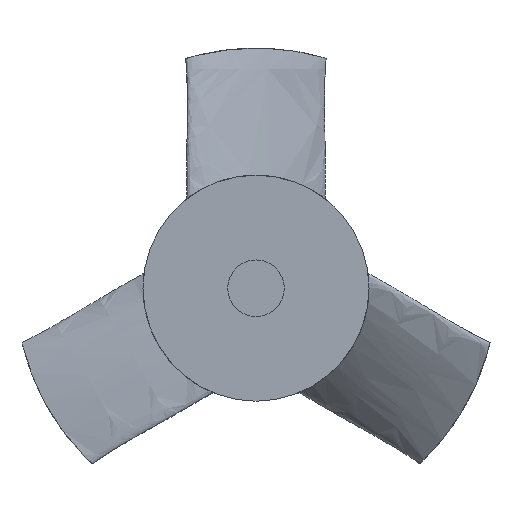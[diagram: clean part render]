
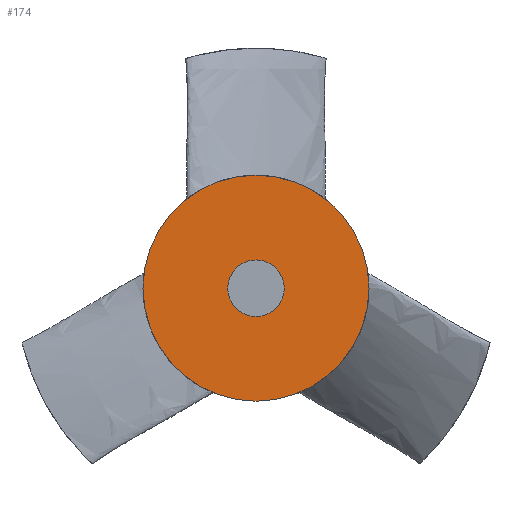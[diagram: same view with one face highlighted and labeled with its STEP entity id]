
A CAD part, left-side view. The second image highlights one B-rep face of the part: STEP entity #174.
In plain terms, the highlighted planar face has unit normal (-1, 0, 0).
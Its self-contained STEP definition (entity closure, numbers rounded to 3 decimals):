
#16=FACE_BOUND('',#59,.T.);
#27=CIRCLE('',#198,5.);
#28=CIRCLE('',#199,5.);
#29=CIRCLE('',#201,20.);
#30=CIRCLE('',#202,20.);
#35=PLANE('',#200);
#47=FACE_OUTER_BOUND('',#58,.T.);
#58=EDGE_LOOP('',(#140,#141));
#59=EDGE_LOOP('',(#142,#143));
#85=VERTEX_POINT('',#2041);
#86=VERTEX_POINT('',#2042);
#87=VERTEX_POINT('',#2047);
#88=VERTEX_POINT('',#2048);
#105=EDGE_CURVE('',#85,#86,#27,.T.);
#106=EDGE_CURVE('',#86,#85,#28,.T.);
#108=EDGE_CURVE('',#87,#88,#29,.T.);
#109=EDGE_CURVE('',#88,#87,#30,.T.);
#140=ORIENTED_EDGE('',*,*,#108,.F.);
#141=ORIENTED_EDGE('',*,*,#109,.F.);
#142=ORIENTED_EDGE('',*,*,#105,.T.);
#143=ORIENTED_EDGE('',*,*,#106,.T.);
#174=ADVANCED_FACE('',(#47,#16),#35,.T.);
#198=AXIS2_PLACEMENT_3D('',#2043,#224,#225);
#199=AXIS2_PLACEMENT_3D('',#2044,#226,#227);
#200=AXIS2_PLACEMENT_3D('',#2046,#229,#230);
#201=AXIS2_PLACEMENT_3D('',#2049,#231,#232);
#202=AXIS2_PLACEMENT_3D('',#2050,#233,#234);
#224=DIRECTION('center_axis',(1.,0.,0.));
#225=DIRECTION('ref_axis',(0.,0.,-1.));
#226=DIRECTION('center_axis',(1.,0.,0.));
#227=DIRECTION('ref_axis',(0.,0.,-1.));
#229=DIRECTION('center_axis',(-1.,0.,0.));
#230=DIRECTION('ref_axis',(0.,0.,1.));
#231=DIRECTION('center_axis',(1.,0.,0.));
#232=DIRECTION('ref_axis',(0.,0.,-1.));
#233=DIRECTION('center_axis',(1.,0.,0.));
#234=DIRECTION('ref_axis',(0.,0.,-1.));
#2041=CARTESIAN_POINT('',(0.,5.,0.));
#2042=CARTESIAN_POINT('',(0.,-5.,0.));
#2043=CARTESIAN_POINT('Origin',(0.,0.,0.));
#2044=CARTESIAN_POINT('Origin',(0.,0.,0.));
#2046=CARTESIAN_POINT('Origin',(0.,20.,0.));
#2047=CARTESIAN_POINT('',(0.,20.,0.));
#2048=CARTESIAN_POINT('',(0.,-20.,0.));
#2049=CARTESIAN_POINT('Origin',(0.,0.,
0.));
#2050=CARTESIAN_POINT('Origin',(0.,0.,
0.));
